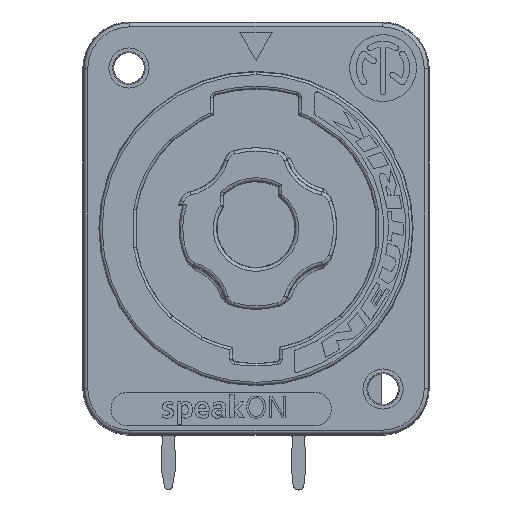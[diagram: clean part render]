
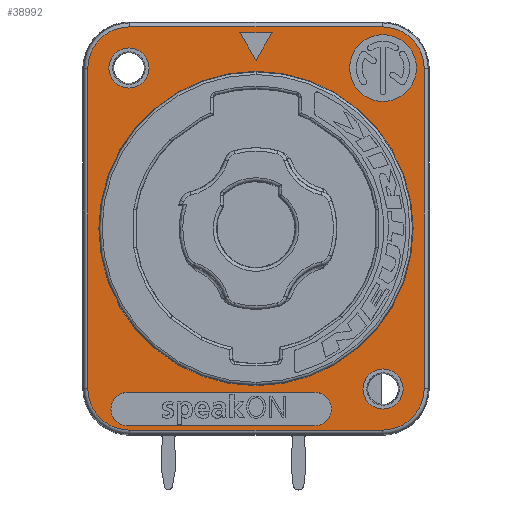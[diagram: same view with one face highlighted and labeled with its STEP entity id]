
A CAD part, top view. The second image highlights one B-rep face of the part: STEP entity #38992.
In plain terms, the highlighted planar face has unit normal (0, 0, 1).
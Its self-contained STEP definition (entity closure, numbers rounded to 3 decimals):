
#10167=CARTESIAN_POINT('',(9.5,12.,4.5));
#10168=DIRECTION('',(0.,0.,1.));
#10169=DIRECTION('',(1.,0.,0.));
#10170=AXIS2_PLACEMENT_3D('',#10167,#10168,#10169);
#10172=CARTESIAN_POINT('',(9.5,12.,4.5));
#10173=DIRECTION('',(0.,0.,1.));
#10174=DIRECTION('',(-1.,0.,0.));
#10175=AXIS2_PLACEMENT_3D('',#10172,#10173,#10174);
#10177=CARTESIAN_POINT('',(-9.6,-13.5,4.5));
#10178=DIRECTION('',(0.,0.,1.));
#10179=DIRECTION('',(0.,1.,0.));
#10180=AXIS2_PLACEMENT_3D('',#10177,#10178,#10179);
#10182=DIRECTION('',(1.,0.,0.));
#10183=VECTOR('',#10182,14.);
#10184=CARTESIAN_POINT('',(-9.6,-14.75,4.5));
#10185=LINE('',#10184,#10183);
#10186=CARTESIAN_POINT('',(4.4,-13.5,4.5));
#10187=DIRECTION('',(0.,0.,1.));
#10188=DIRECTION('',(0.,-1.,0.));
#10189=AXIS2_PLACEMENT_3D('',#10186,#10187,#10188);
#10191=DIRECTION('',(-1.,0.,0.));
#10192=VECTOR('',#10191,14.);
#10193=CARTESIAN_POINT('',(4.4,-12.25,4.5));
#10194=LINE('',#10193,#10192);
#10195=DIRECTION('',(0.5,-0.866,0.));
#10196=VECTOR('',#10195,2.4);
#10197=CARTESIAN_POINT('',(-1.2,14.65,4.5));
#10198=LINE('',#10197,#10196);
#10199=DIRECTION('',(0.5,0.866,0.));
#10200=VECTOR('',#10199,2.4);
#10201=CARTESIAN_POINT('',(0.,12.572,4.5));
#10202=LINE('',#10201,#10200);
#10203=DIRECTION('',(-1.,0.,0.));
#10204=VECTOR('',#10203,2.4);
#10205=CARTESIAN_POINT('',(1.2,14.65,4.5));
#10206=LINE('',#10205,#10204);
#10207=CARTESIAN_POINT('',(-9.5,12.,4.5));
#10208=DIRECTION('',(0.,0.,1.));
#10209=DIRECTION('',(1.,0.,0.));
#10210=AXIS2_PLACEMENT_3D('',#10207,#10208,#10209);
#10212=CARTESIAN_POINT('',(-9.5,12.,4.5));
#10213=DIRECTION('',(0.,0.,1.));
#10214=DIRECTION('',(-1.,0.,0.));
#10215=AXIS2_PLACEMENT_3D('',#10212,#10213,#10214);
#10217=CARTESIAN_POINT('',(9.5,-12.,4.5));
#10218=DIRECTION('',(0.,0.,1.));
#10219=DIRECTION('',(1.,0.,0.));
#10220=AXIS2_PLACEMENT_3D('',#10217,#10218,#10219);
#10222=CARTESIAN_POINT('',(9.5,-12.,4.5));
#10223=DIRECTION('',(0.,0.,1.));
#10224=DIRECTION('',(-1.,0.,0.));
#10225=AXIS2_PLACEMENT_3D('',#10222,#10223,#10224);
#10227=CARTESIAN_POINT('',(-9.45,-11.95,4.5));
#10228=DIRECTION('',(0.,0.,1.));
#10229=DIRECTION('',(-1.,0.,0.));
#10230=AXIS2_PLACEMENT_3D('',#10227,#10228,#10229);
#10232=DIRECTION('',(0.,-1.,0.));
#10233=VECTOR('',#10232,23.9);
#10234=CARTESIAN_POINT('',(-12.577,11.95,4.5));
#10235=LINE('',#10234,#10233);
#10236=CARTESIAN_POINT('',(-9.45,11.95,4.5));
#10237=DIRECTION('',(0.,0.,1.));
#10238=DIRECTION('',(0.,1.,0.));
#10239=AXIS2_PLACEMENT_3D('',#10236,#10237,#10238);
#10241=DIRECTION('',(-1.,0.,0.));
#10242=VECTOR('',#10241,18.9);
#10243=CARTESIAN_POINT('',(9.45,15.077,4.5));
#10244=LINE('',#10243,#10242);
#10245=CARTESIAN_POINT('',(9.45,11.95,4.5));
#10246=DIRECTION('',(0.,0.,1.));
#10247=DIRECTION('',(1.,0.,0.));
#10248=AXIS2_PLACEMENT_3D('',#10245,#10246,#10247);
#10250=DIRECTION('',(0.,1.,0.));
#10251=VECTOR('',#10250,23.9);
#10252=CARTESIAN_POINT('',(12.577,-11.95,4.5));
#10253=LINE('',#10252,#10251);
#10254=CARTESIAN_POINT('',(9.45,-11.95,4.5));
#10255=DIRECTION('',(0.,0.,1.));
#10256=DIRECTION('',(0.,-1.,0.));
#10257=AXIS2_PLACEMENT_3D('',#10254,#10255,#10256);
#10259=DIRECTION('',(1.,0.,0.));
#10260=VECTOR('',#10259,18.9);
#10261=CARTESIAN_POINT('',(-9.45,-15.077,4.5));
#10262=LINE('',#10261,#10260);
#10268=CARTESIAN_POINT('',(0.,0.,4.5));
#10269=DIRECTION('',(0.,0.,-1.));
#10270=DIRECTION('',(0.,1.,0.));
#10271=AXIS2_PLACEMENT_3D('',#10268,#10269,#10270);
#11624=CARTESIAN_POINT('',(0.,0.,4.5));
#11625=DIRECTION('',(0.,0.,1.));
#11626=DIRECTION('',(0.,1.,0.));
#11627=AXIS2_PLACEMENT_3D('',#11624,#11625,#11626);
#21785=CARTESIAN_POINT('',(0.,11.75,4.5));
#21786=CARTESIAN_POINT('',(0.,-11.75,4.5));
#21787=VERTEX_POINT('',#21785);
#21788=VERTEX_POINT('',#21786);
#21823=CARTESIAN_POINT('',(12.,12.,4.5));
#21824=CARTESIAN_POINT('',(7.,12.,4.5));
#21825=VERTEX_POINT('',#21823);
#21826=VERTEX_POINT('',#21824);
#21827=CARTESIAN_POINT('',(-9.6,-12.25,4.5));
#21828=CARTESIAN_POINT('',(-9.6,-14.75,4.5));
#21829=VERTEX_POINT('',#21827);
#21830=VERTEX_POINT('',#21828);
#21831=CARTESIAN_POINT('',(4.4,-14.75,4.5));
#21832=VERTEX_POINT('',#21831);
#21833=CARTESIAN_POINT('',(4.4,-12.25,4.5));
#21834=VERTEX_POINT('',#21833);
#21835=CARTESIAN_POINT('',(-1.2,14.65,4.5));
#21836=CARTESIAN_POINT('',(0.,12.572,4.5));
#21837=VERTEX_POINT('',#21835);
#21838=VERTEX_POINT('',#21836);
#21839=CARTESIAN_POINT('',(1.2,14.65,4.5));
#21840=VERTEX_POINT('',#21839);
#23164=CARTESIAN_POINT('',(-8.,12.,4.5));
#23165=CARTESIAN_POINT('',(-11.,12.,4.5));
#23166=VERTEX_POINT('',#23164);
#23167=VERTEX_POINT('',#23165);
#23168=CARTESIAN_POINT('',(11.,-12.,4.5));
#23169=CARTESIAN_POINT('',(8.,-12.,4.5));
#23170=VERTEX_POINT('',#23168);
#23171=VERTEX_POINT('',#23169);
#23188=CARTESIAN_POINT('',(-12.577,-11.95,4.5));
#23189=CARTESIAN_POINT('',(-9.45,-15.077,4.5));
#23190=VERTEX_POINT('',#23188);
#23191=VERTEX_POINT('',#23189);
#23196=CARTESIAN_POINT('',(9.45,-15.077,4.5));
#23197=VERTEX_POINT('',#23196);
#23200=CARTESIAN_POINT('',(12.577,-11.95,4.5));
#23201=VERTEX_POINT('',#23200);
#23204=CARTESIAN_POINT('',(12.577,11.95,4.5));
#23205=VERTEX_POINT('',#23204);
#23208=CARTESIAN_POINT('',(9.45,15.077,4.5));
#23209=VERTEX_POINT('',#23208);
#23212=CARTESIAN_POINT('',(-9.45,15.077,4.5));
#23213=VERTEX_POINT('',#23212);
#23216=CARTESIAN_POINT('',(-12.577,11.95,4.5));
#23217=VERTEX_POINT('',#23216);
#38928=CARTESIAN_POINT('',(0.,0.,4.5));
#38929=DIRECTION('',(0.,0.,-1.));
#38930=DIRECTION('',(0.,-1.,0.));
#38931=AXIS2_PLACEMENT_3D('',#38928,#38929,#38930);
#38932=PLANE('',#38931);
#38934=ORIENTED_EDGE('',*,*,#38933,.F.);
#38936=ORIENTED_EDGE('',*,*,#38935,.F.);
#38938=ORIENTED_EDGE('',*,*,#38937,.F.);
#38939=ORIENTED_EDGE('',*,*,#38918,.F.);
#38941=ORIENTED_EDGE('',*,*,#38940,.F.);
#38943=ORIENTED_EDGE('',*,*,#38942,.F.);
#38945=ORIENTED_EDGE('',*,*,#38944,.F.);
#38947=ORIENTED_EDGE('',*,*,#38946,.F.);
#38948=EDGE_LOOP('',(#38934,#38936,#38938,#38939,#38941,#38943,#38945,#38947));
#38949=FACE_OUTER_BOUND('',#38948,.F.);
#38951=ORIENTED_EDGE('',*,*,#38950,.T.);
#38953=ORIENTED_EDGE('',*,*,#38952,.T.);
#38954=EDGE_LOOP('',(#38951,#38953));
#38955=FACE_BOUND('',#38954,.F.);
#38957=ORIENTED_EDGE('',*,*,#38956,.T.);
#38959=ORIENTED_EDGE('',*,*,#38958,.T.);
#38961=ORIENTED_EDGE('',*,*,#38960,.T.);
#38963=ORIENTED_EDGE('',*,*,#38962,.T.);
#38964=EDGE_LOOP('',(#38957,#38959,#38961,#38963));
#38965=FACE_BOUND('',#38964,.F.);
#38967=ORIENTED_EDGE('',*,*,#38966,.T.);
#38969=ORIENTED_EDGE('',*,*,#38968,.T.);
#38971=ORIENTED_EDGE('',*,*,#38970,.T.);
#38972=EDGE_LOOP('',(#38967,#38969,#38971));
#38973=FACE_BOUND('',#38972,.F.);
#38975=ORIENTED_EDGE('',*,*,#38974,.T.);
#38977=ORIENTED_EDGE('',*,*,#38976,.T.);
#38978=EDGE_LOOP('',(#38975,#38977));
#38979=FACE_BOUND('',#38978,.F.);
#38981=ORIENTED_EDGE('',*,*,#38980,.T.);
#38983=ORIENTED_EDGE('',*,*,#38982,.T.);
#38984=EDGE_LOOP('',(#38981,#38983));
#38985=FACE_BOUND('',#38984,.F.);
#38987=ORIENTED_EDGE('',*,*,#38986,.F.);
#38989=ORIENTED_EDGE('',*,*,#38988,.T.);
#38990=EDGE_LOOP('',(#38987,#38989));
#38991=FACE_BOUND('',#38990,.F.);
#38992=ADVANCED_FACE('',(#38949,#38955,#38965,#38973,#38979,#38985,#38991),
#38932,.F.);
#10171=CIRCLE('',#10170,2.5);
#10176=CIRCLE('',#10175,2.5);
#10181=CIRCLE('',#10180,1.25);
#10190=CIRCLE('',#10189,1.25);
#10211=CIRCLE('',#10210,1.5);
#10216=CIRCLE('',#10215,1.5);
#10221=CIRCLE('',#10220,1.5);
#10226=CIRCLE('',#10225,1.5);
#10231=CIRCLE('',#10230,3.127);
#10240=CIRCLE('',#10239,3.127);
#10249=CIRCLE('',#10248,3.127);
#10258=CIRCLE('',#10257,3.127);
#10272=CIRCLE('',#10271,11.75);
#11628=CIRCLE('',#11627,11.75);
#38918=EDGE_CURVE('',#23209,#23213,#10244,.T.);
#38933=EDGE_CURVE('',#23190,#23191,#10231,.T.);
#38935=EDGE_CURVE('',#23217,#23190,#10235,.T.);
#38937=EDGE_CURVE('',#23213,#23217,#10240,.T.);
#38940=EDGE_CURVE('',#23205,#23209,#10249,.T.);
#38942=EDGE_CURVE('',#23201,#23205,#10253,.T.);
#38944=EDGE_CURVE('',#23197,#23201,#10258,.T.);
#38946=EDGE_CURVE('',#23191,#23197,#10262,.T.);
#38950=EDGE_CURVE('',#21825,#21826,#10171,.T.);
#38952=EDGE_CURVE('',#21826,#21825,#10176,.T.);
#38956=EDGE_CURVE('',#21829,#21830,#10181,.T.);
#38958=EDGE_CURVE('',#21830,#21832,#10185,.T.);
#38960=EDGE_CURVE('',#21832,#21834,#10190,.T.);
#38962=EDGE_CURVE('',#21834,#21829,#10194,.T.);
#38966=EDGE_CURVE('',#21837,#21838,#10198,.T.);
#38968=EDGE_CURVE('',#21838,#21840,#10202,.T.);
#38970=EDGE_CURVE('',#21840,#21837,#10206,.T.);
#38974=EDGE_CURVE('',#23166,#23167,#10211,.T.);
#38976=EDGE_CURVE('',#23167,#23166,#10216,.T.);
#38980=EDGE_CURVE('',#23170,#23171,#10221,.T.);
#38982=EDGE_CURVE('',#23171,#23170,#10226,.T.);
#38986=EDGE_CURVE('',#21787,#21788,#10272,.T.);
#38988=EDGE_CURVE('',#21787,#21788,#11628,.T.);
